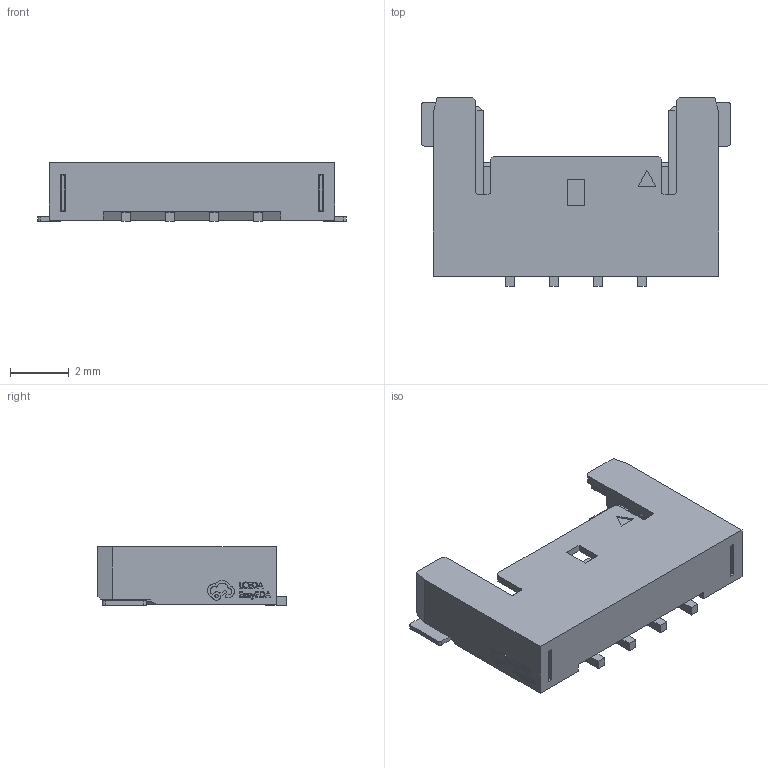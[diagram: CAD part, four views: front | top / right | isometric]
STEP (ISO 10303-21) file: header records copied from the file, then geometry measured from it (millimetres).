
FILE_DESCRIPTION (( 'STEP AP214' ), '1' );
FILE_NAME ('CONN-SMD_4P-P1.50_MOLEX_5040500491.STEP', '2022-11-23T08:47:20', ( 'PC' ), ( 'Microsoft' ), 'SwSTEP 2.0', 'SolidWorks 2020', '' );
FILE_SCHEMA (( 'AUTOMOTIVE_DESIGN' ));
Length unit declared in the file: millimetre
Products named in the file (1): CONN-SMD_4P-P1.50_MOLEX_5040500491
Bounding box: 10.55 x 6.44 x 2 mm (x, y, z)
Volume: 56.2 mm3; surface area: 288.8 mm2
Topology: 1 solids, 1 shells, 506 faces, 1428 edges, 922 vertices
Faces by surface type: plane 344, bspline 114, cylinder 48
Entity records: 22340 total; most frequent: CARTESIAN_POINT 4387, ORIENTED_EDGE 2824, DIRECTION 2110, EDGE_CURVE 1412, VECTOR 1100, LINE 1100, VERTEX_POINT 922, EDGE_LOOP 534
